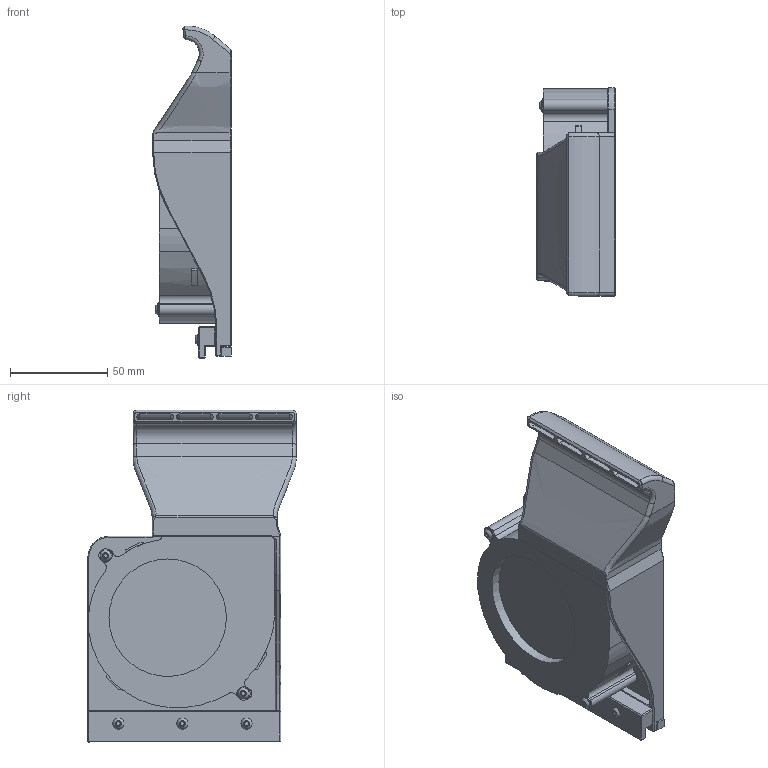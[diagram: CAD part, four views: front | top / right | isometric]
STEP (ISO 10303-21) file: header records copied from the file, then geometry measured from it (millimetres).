
FILE_DESCRIPTION(/* description */ (''),/* implementation_level */ '2;1');
FILE_NAME(/* name */ '9733 v23.step',/* time_stamp */ '2023-05-29T23:55:07+02:00',/* author */ (''),/* organization */ (''),/* preprocessor_version */ 'ST-DEVELOPER v19.2',/* originating_system */ 'Autodesk Translation Framework v12.4.0.73',/* authorisation */ '');
FILE_SCHEMA (('AUTOMOTIVE_DESIGN { 1 0 10303 214 3 1 1 }'));
Products named in the file (10): 9733; 9733_1; Shroud; Clamp; Hardware; M3 Threaded Insert (2); 92095A184_NO THREADS; 92095A201_NO THREADS; 93475A210_18-8 Stainless Steel Washer; ODB9733
Assembly tree (17 placements, depth 4):
  9733
    9733_1
      Shroud
      Clamp
      Hardware
        M3 Threaded Insert (2)  x5
        92095A184_NO THREADS  x3
        92095A201_NO THREADS  x2
        93475A210_18-8 Stainless Steel Washer  x2
    ODB9733
Bounding box: 40.4 x 107.25 x 170.98 mm (x, y, z)
Volume: 340349.5 mm3; surface area: 103707.7 mm2
Topology: 16 solids, 16 shells, 1880 faces, 5208 edges, 3394 vertices
Faces by surface type: bspline 773, plane 519, cylinder 476, cone 80, torus 27, sphere 5
Full cylindrical faces by diameter (mm): 3 x10, 3.2 x2, 3.4 x6, 4.5 x2, 4.8 x5, 5.05 x5, 5.16 x5, 5.56 x5, 5.7 x5, 7 x2, 60.5 x1
Entity records: 43090 total; most frequent: CARTESIAN_POINT 20809, ORIENTED_EDGE 4828, DIRECTION 4192, EDGE_CURVE 2414, VERTEX_POINT 1545, LINE 1538, VECTOR 1538, AXIS2_PLACEMENT_3D 1327
